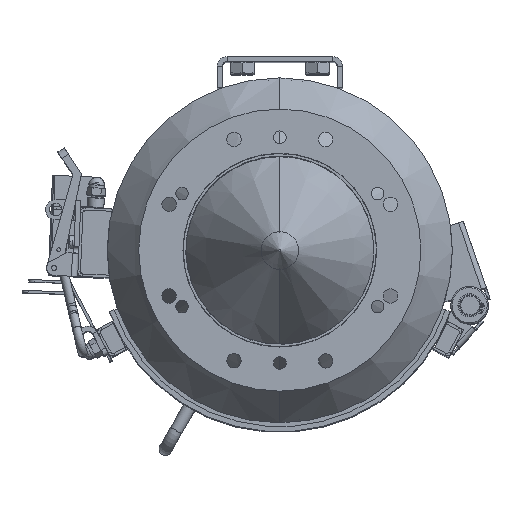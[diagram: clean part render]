
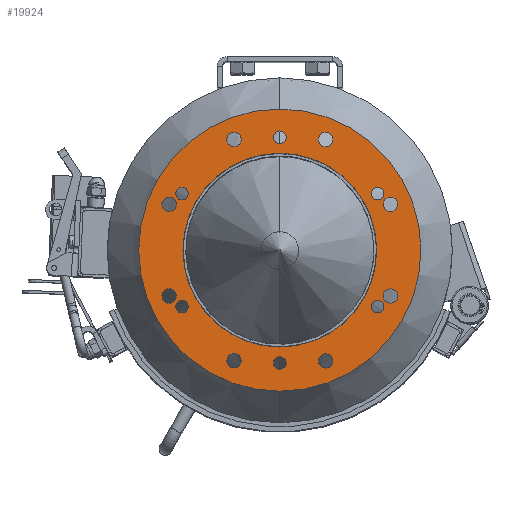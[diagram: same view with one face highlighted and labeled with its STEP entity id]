
A CAD part, top view. The second image highlights one B-rep face of the part: STEP entity #19924.
In plain terms, the highlighted planar face has unit normal (0, 0, 1).
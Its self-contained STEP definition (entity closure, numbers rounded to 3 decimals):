
#364=FACE_BOUND('',#3556,.T.);
#365=FACE_BOUND('',#3557,.T.);
#366=FACE_BOUND('',#3558,.T.);
#367=FACE_BOUND('',#3559,.T.);
#368=FACE_BOUND('',#3560,.T.);
#369=FACE_BOUND('',#3561,.T.);
#370=FACE_BOUND('',#3562,.T.);
#371=FACE_BOUND('',#3563,.T.);
#372=FACE_BOUND('',#3564,.T.);
#373=FACE_BOUND('',#3565,.T.);
#374=FACE_BOUND('',#3566,.T.);
#375=FACE_BOUND('',#3567,.T.);
#376=FACE_BOUND('',#3568,.T.);
#377=FACE_BOUND('',#3569,.T.);
#378=FACE_BOUND('',#3570,.T.);
#921=CIRCLE('',#21257,5.75);
#923=CIRCLE('',#21260,5.75);
#925=CIRCLE('',#21263,5.75);
#927=CIRCLE('',#21266,5.75);
#929=CIRCLE('',#21269,5.75);
#931=CIRCLE('',#21272,5.75);
#933=CIRCLE('',#21275,5.75);
#935=CIRCLE('',#21278,5.75);
#937=CIRCLE('',#21281,5.);
#939=CIRCLE('',#21284,5.);
#941=CIRCLE('',#21287,5.);
#943=CIRCLE('',#21290,5.);
#945=CIRCLE('',#21293,5.);
#947=CIRCLE('',#21296,5.);
#948=CIRCLE('',#21298,77.25);
#950=CIRCLE('',#21301,112.5);
#2286=FACE_OUTER_BOUND('',#3555,.T.);
#3555=EDGE_LOOP('',(#12747));
#3556=EDGE_LOOP('',(#12748));
#3557=EDGE_LOOP('',(#12749));
#3558=EDGE_LOOP('',(#12750));
#3559=EDGE_LOOP('',(#12751));
#3560=EDGE_LOOP('',(#12752));
#3561=EDGE_LOOP('',(#12753));
#3562=EDGE_LOOP('',(#12754));
#3563=EDGE_LOOP('',(#12755));
#3564=EDGE_LOOP('',(#12756));
#3565=EDGE_LOOP('',(#12757));
#3566=EDGE_LOOP('',(#12758));
#3567=EDGE_LOOP('',(#12759));
#3568=EDGE_LOOP('',(#12760));
#3569=EDGE_LOOP('',(#12761));
#3570=EDGE_LOOP('',(#12762));
#8253=VERTEX_POINT('',#29370);
#8255=VERTEX_POINT('',#29375);
#8257=VERTEX_POINT('',#29380);
#8259=VERTEX_POINT('',#29385);
#8261=VERTEX_POINT('',#29390);
#8263=VERTEX_POINT('',#29395);
#8265=VERTEX_POINT('',#29400);
#8267=VERTEX_POINT('',#29405);
#8269=VERTEX_POINT('',#29410);
#8271=VERTEX_POINT('',#29415);
#8273=VERTEX_POINT('',#29420);
#8275=VERTEX_POINT('',#29425);
#8277=VERTEX_POINT('',#29430);
#8279=VERTEX_POINT('',#29435);
#8280=VERTEX_POINT('',#29438);
#8282=VERTEX_POINT('',#29443);
#10053=EDGE_CURVE('',#8253,#8253,#921,.T.);
#10055=EDGE_CURVE('',#8255,#8255,#923,.T.);
#10057=EDGE_CURVE('',#8257,#8257,#925,.T.);
#10059=EDGE_CURVE('',#8259,#8259,#927,.T.);
#10061=EDGE_CURVE('',#8261,#8261,#929,.T.);
#10063=EDGE_CURVE('',#8263,#8263,#931,.T.);
#10065=EDGE_CURVE('',#8265,#8265,#933,.T.);
#10067=EDGE_CURVE('',#8267,#8267,#935,.T.);
#10069=EDGE_CURVE('',#8269,#8269,#937,.T.);
#10071=EDGE_CURVE('',#8271,#8271,#939,.T.);
#10073=EDGE_CURVE('',#8273,#8273,#941,.T.);
#10075=EDGE_CURVE('',#8275,#8275,#943,.T.);
#10077=EDGE_CURVE('',#8277,#8277,#945,.T.);
#10079=EDGE_CURVE('',#8279,#8279,#947,.T.);
#10080=EDGE_CURVE('',#8280,#8280,#948,.T.);
#10082=EDGE_CURVE('',#8282,#8282,#950,.T.);
#12747=ORIENTED_EDGE('',*,*,#10082,.F.);
#12748=ORIENTED_EDGE('',*,*,#10053,.T.);
#12749=ORIENTED_EDGE('',*,*,#10055,.T.);
#12750=ORIENTED_EDGE('',*,*,#10057,.T.);
#12751=ORIENTED_EDGE('',*,*,#10059,.T.);
#12752=ORIENTED_EDGE('',*,*,#10061,.T.);
#12753=ORIENTED_EDGE('',*,*,#10063,.T.);
#12754=ORIENTED_EDGE('',*,*,#10065,.T.);
#12755=ORIENTED_EDGE('',*,*,#10067,.T.);
#12756=ORIENTED_EDGE('',*,*,#10069,.T.);
#12757=ORIENTED_EDGE('',*,*,#10071,.T.);
#12758=ORIENTED_EDGE('',*,*,#10073,.T.);
#12759=ORIENTED_EDGE('',*,*,#10075,.T.);
#12760=ORIENTED_EDGE('',*,*,#10077,.T.);
#12761=ORIENTED_EDGE('',*,*,#10079,.T.);
#12762=ORIENTED_EDGE('',*,*,#10080,.T.);
#17869=PLANE('',#21303);
#19924=ADVANCED_FACE('',(#2286,#364,#365,#366,#367,#368,#369,#370,#371,
#372,#373,#374,#375,#376,#377,#378),#17869,.F.);
#21257=AXIS2_PLACEMENT_3D('',#29371,#23517,#23518);
#21260=AXIS2_PLACEMENT_3D('',#29376,#23523,#23524);
#21263=AXIS2_PLACEMENT_3D('',#29381,#23529,#23530);
#21266=AXIS2_PLACEMENT_3D('',#29386,#23535,#23536);
#21269=AXIS2_PLACEMENT_3D('',#29391,#23541,#23542);
#21272=AXIS2_PLACEMENT_3D('',#29396,#23547,#23548);
#21275=AXIS2_PLACEMENT_3D('',#29401,#23553,#23554);
#21278=AXIS2_PLACEMENT_3D('',#29406,#23559,#23560);
#21281=AXIS2_PLACEMENT_3D('',#29411,#23565,#23566);
#21284=AXIS2_PLACEMENT_3D('',#29416,#23571,#23572);
#21287=AXIS2_PLACEMENT_3D('',#29421,#23577,#23578);
#21290=AXIS2_PLACEMENT_3D('',#29426,#23583,#23584);
#21293=AXIS2_PLACEMENT_3D('',#29431,#23589,#23590);
#21296=AXIS2_PLACEMENT_3D('',#29436,#23595,#23596);
#21298=AXIS2_PLACEMENT_3D('',#29439,#23599,#23600);
#21301=AXIS2_PLACEMENT_3D('',#29444,#23605,#23606);
#21303=AXIS2_PLACEMENT_3D('',#29447,#23609,#23610);
#23517=DIRECTION('center_axis',(0.,0.,
-1.));
#23518=DIRECTION('ref_axis',(-0.707,0.707,0.));
#23523=DIRECTION('center_axis',(0.,0.,
-1.));
#23524=DIRECTION('ref_axis',(0.,1.,0.));
#23529=DIRECTION('center_axis',(0.,0.,
-1.));
#23530=DIRECTION('ref_axis',(0.707,0.707,0.));
#23535=DIRECTION('center_axis',(0.,0.,
-1.));
#23536=DIRECTION('ref_axis',(1.,0.,0.));
#23541=DIRECTION('center_axis',(0.,0.,
-1.));
#23542=DIRECTION('ref_axis',(0.707,-0.707,0.));
#23547=DIRECTION('center_axis',(0.,0.,
-1.));
#23548=DIRECTION('ref_axis',(0.,-1.,0.));
#23553=DIRECTION('center_axis',(0.,0.,
-1.));
#23554=DIRECTION('ref_axis',(-0.707,-0.707,0.));
#23559=DIRECTION('center_axis',(0.,0.,
-1.));
#23560=DIRECTION('ref_axis',(-1.,0.,0.));
#23565=DIRECTION('center_axis',(0.,0.,
-1.));
#23566=DIRECTION('ref_axis',(0.5,0.866,0.));
#23571=DIRECTION('center_axis',(0.,0.,
-1.));
#23572=DIRECTION('ref_axis',(1.,0.,0.));
#23577=DIRECTION('center_axis',(0.,0.,
-1.));
#23578=DIRECTION('ref_axis',(0.5,-0.866,0.));
#23583=DIRECTION('center_axis',(0.,0.,
-1.));
#23584=DIRECTION('ref_axis',(-0.5,-0.866,0.));
#23589=DIRECTION('center_axis',(0.,0.,
-1.));
#23590=DIRECTION('ref_axis',(-0.5,0.866,0.));
#23595=DIRECTION('center_axis',(0.,0.,
-1.));
#23596=DIRECTION('ref_axis',(-1.,0.,0.));
#23599=DIRECTION('center_axis',(0.,0.,
-1.));
#23600=DIRECTION('ref_axis',(1.,0.,0.));
#23605=DIRECTION('center_axis',(0.,0.,
-1.));
#23606=DIRECTION('ref_axis',(1.,0.,0.));
#23609=DIRECTION('center_axis',(0.,0.,
-1.));
#23610=DIRECTION('ref_axis',(1.,0.,0.));
#29370=CARTESIAN_POINT('',(-40.612,-84.165,340.067));
#29371=CARTESIAN_POINT('Origin',(-36.546,-88.23,340.067));
#29375=CARTESIAN_POINT('',(-88.23,-30.796,340.067));
#29376=CARTESIAN_POINT('Origin',(-88.23,-36.546,340.067));
#29380=CARTESIAN_POINT('',(-84.165,40.612,340.067));
#29381=CARTESIAN_POINT('Origin',(-88.23,36.546,340.067));
#29385=CARTESIAN_POINT('',(-30.796,88.23,340.067));
#29386=CARTESIAN_POINT('Origin',(-36.546,88.23,340.067));
#29390=CARTESIAN_POINT('',(40.612,84.165,340.067));
#29391=CARTESIAN_POINT('Origin',(36.546,88.23,340.067));
#29395=CARTESIAN_POINT('',(88.23,30.796,340.067));
#29396=CARTESIAN_POINT('Origin',(88.23,36.546,340.067));
#29400=CARTESIAN_POINT('',(84.165,-40.612,340.067));
#29401=CARTESIAN_POINT('Origin',(88.23,-36.546,340.067));
#29405=CARTESIAN_POINT('',(30.796,-88.23,340.067));
#29406=CARTESIAN_POINT('Origin',(36.546,-88.23,340.067));
#29410=CARTESIAN_POINT('',(-75.442,49.33,340.067));
#29411=CARTESIAN_POINT('Origin',(-77.942,45.,340.067));
#29415=CARTESIAN_POINT('',(5.,90.,340.067));
#29416=CARTESIAN_POINT('Origin',(0.,90.,340.067));
#29420=CARTESIAN_POINT('',(80.442,40.67,340.067));
#29421=CARTESIAN_POINT('Origin',(77.942,45.,340.067));
#29425=CARTESIAN_POINT('',(75.442,-49.33,340.067));
#29426=CARTESIAN_POINT('Origin',(77.942,-45.,340.067));
#29430=CARTESIAN_POINT('',(-80.442,-40.67,340.067));
#29431=CARTESIAN_POINT('Origin',(-77.942,-45.,340.067));
#29435=CARTESIAN_POINT('',(-5.,-90.,340.067));
#29436=CARTESIAN_POINT('Origin',(0.,-90.,340.067));
#29438=CARTESIAN_POINT('',(-77.25,0.,340.067));
#29439=CARTESIAN_POINT('Origin',(0.,0.,
340.067));
#29443=CARTESIAN_POINT('',(-112.5,0.,340.067));
#29444=CARTESIAN_POINT('Origin',(0.,0.,
340.067));
#29447=CARTESIAN_POINT('Origin',(0.,0.,
340.067));
